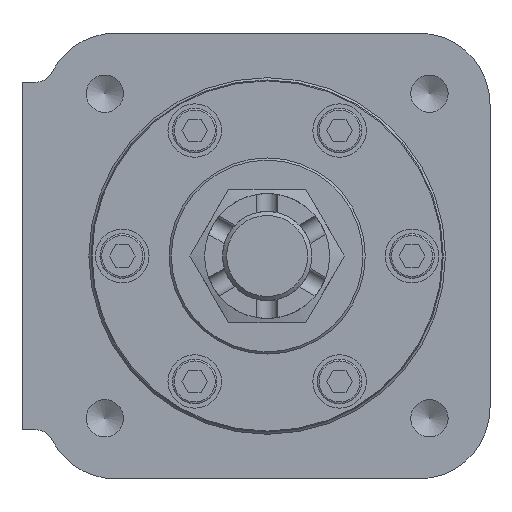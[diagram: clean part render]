
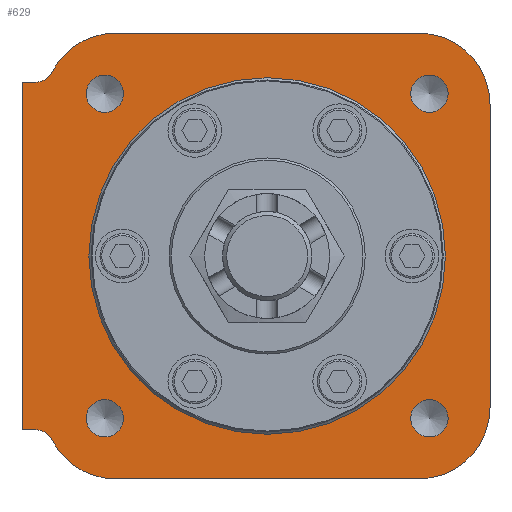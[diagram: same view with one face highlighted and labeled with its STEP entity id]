
A CAD part, left-side view. The second image highlights one B-rep face of the part: STEP entity #629.
In plain terms, the highlighted planar face has unit normal (-1, 0, 0).
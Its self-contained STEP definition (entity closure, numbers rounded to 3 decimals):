
#629 = ADVANCED_FACE( '', ( #1513, #1514, #1515, #1516, #1517, #1518 ), #1519, .F. );
#1513 = FACE_BOUND( '', #2783, .T. );
#1514 = FACE_BOUND( '', #2784, .T. );
#1515 = FACE_BOUND( '', #2785, .T. );
#1516 = FACE_BOUND( '', #2786, .T. );
#1517 = FACE_BOUND( '', #2787, .T. );
#1518 = FACE_OUTER_BOUND( '', #2788, .T. );
#1519 = PLANE( '', #2789 );
#2783 = EDGE_LOOP( '', ( #4343 ) );
#2784 = EDGE_LOOP( '', ( #4344 ) );
#2785 = EDGE_LOOP( '', ( #4345 ) );
#2786 = EDGE_LOOP( '', ( #4346 ) );
#2787 = EDGE_LOOP( '', ( #4347 ) );
#2788 = EDGE_LOOP( '', ( #4348, #4349, #4350, #4351, #4352, #4353, #4354, #4355, #4356, #4357, #4358, #4359 ) );
#2789 = AXIS2_PLACEMENT_3D( '', #4360, #4361, #4362 );
#4343 = ORIENTED_EDGE( '', *, *, #7051, .T. );
#4344 = ORIENTED_EDGE( '', *, *, #7052, .T. );
#4345 = ORIENTED_EDGE( '', *, *, #7053, .T. );
#4346 = ORIENTED_EDGE( '', *, *, #7054, .T. );
#4347 = ORIENTED_EDGE( '', *, *, #7055, .T. );
#4348 = ORIENTED_EDGE( '', *, *, #7056, .F. );
#4349 = ORIENTED_EDGE( '', *, *, #7057, .T. );
#4350 = ORIENTED_EDGE( '', *, *, #7058, .F. );
#4351 = ORIENTED_EDGE( '', *, *, #7059, .F. );
#4352 = ORIENTED_EDGE( '', *, *, #7060, .F. );
#4353 = ORIENTED_EDGE( '', *, *, #7061, .T. );
#4354 = ORIENTED_EDGE( '', *, *, #6959, .F. );
#4355 = ORIENTED_EDGE( '', *, *, #7062, .F. );
#4356 = ORIENTED_EDGE( '', *, *, #7063, .F. );
#4357 = ORIENTED_EDGE( '', *, *, #7064, .F. );
#4358 = ORIENTED_EDGE( '', *, *, #7065, .F. );
#4359 = ORIENTED_EDGE( '', *, *, #7066, .F. );
#4360 = CARTESIAN_POINT( '', ( 65.4, 40., 0. ) );
#4361 = DIRECTION( '', ( 1., 0., 0. ) );
#4362 = DIRECTION( '', ( 0., 0., -1. ) );
#6959 = EDGE_CURVE( '', #8207, #8208, #8209, .T. );
#7051 = EDGE_CURVE( '', #8353, #8353, #8354, .T. );
#7052 = EDGE_CURVE( '', #8355, #8355, #8356, .T. );
#7053 = EDGE_CURVE( '', #8357, #8357, #8358, .T. );
#7054 = EDGE_CURVE( '', #8359, #8359, #8360, .T. );
#7055 = EDGE_CURVE( '', #8361, #8361, #8362, .T. );
#7056 = EDGE_CURVE( '', #8363, #8364, #8365, .T. );
#7057 = EDGE_CURVE( '', #8363, #8366, #8367, .T. );
#7058 = EDGE_CURVE( '', #8368, #8366, #8369, .T. );
#7059 = EDGE_CURVE( '', #8370, #8368, #8371, .T. );
#7060 = EDGE_CURVE( '', #8372, #8370, #8373, .T. );
#7061 = EDGE_CURVE( '', #8372, #8208, #8374, .T. );
#7062 = EDGE_CURVE( '', #8375, #8207, #8376, .T. );
#7063 = EDGE_CURVE( '', #8377, #8375, #8378, .T. );
#7064 = EDGE_CURVE( '', #8379, #8377, #8380, .T. );
#7065 = EDGE_CURVE( '', #8381, #8379, #8382, .T. );
#7066 = EDGE_CURVE( '', #8364, #8381, #8383, .T. );
#8207 = VERTEX_POINT( '', #10079 );
#8208 = VERTEX_POINT( '', #10080 );
#8209 = CIRCLE( '', #10081, 16. );
#8353 = VERTEX_POINT( '', #10408 );
#8354 = CIRCLE( '', #10409, 4.188 );
#8355 = VERTEX_POINT( '', #10410 );
#8356 = CIRCLE( '', #10411, 4.188 );
#8357 = VERTEX_POINT( '', #10412 );
#8358 = CIRCLE( '', #10413, 4.188 );
#8359 = VERTEX_POINT( '', #10414 );
#8360 = CIRCLE( '', #10415, 4.188 );
#8361 = VERTEX_POINT( '', #10416 );
#8362 = CIRCLE( '', #10417, 40. );
#8363 = VERTEX_POINT( '', #10418 );
#8364 = VERTEX_POINT( '', #10419 );
#8365 = CIRCLE( '', #10420, 16. );
#8366 = VERTEX_POINT( '', #10421 );
#8367 = CIRCLE( '', #10422, 4. );
#8368 = VERTEX_POINT( '', #10423 );
#8369 = LINE( '', #10424, #10425 );
#8370 = VERTEX_POINT( '', #10426 );
#8371 = LINE( '', #10427, #10428 );
#8372 = VERTEX_POINT( '', #10429 );
#8373 = LINE( '', #10430, #10431 );
#8374 = CIRCLE( '', #10432, 4. );
#8375 = VERTEX_POINT( '', #10433 );
#8376 = LINE( '', #10434, #10435 );
#8377 = VERTEX_POINT( '', #10436 );
#8378 = CIRCLE( '', #10437, 16. );
#8379 = VERTEX_POINT( '', #10438 );
#8380 = LINE( '', #10439, #10440 );
#8381 = VERTEX_POINT( '', #10441 );
#8382 = CIRCLE( '', #10442, 16. );
#8383 = LINE( '', #10443, #10444 );
#10079 = CARTESIAN_POINT( '', ( 65.4, 34., -50. ) );
#10080 = CARTESIAN_POINT( '', ( 65.4, 48.288, -41.2 ) );
#10081 = AXIS2_PLACEMENT_3D( '', #12688, #12689, #12690 );
#10408 = CARTESIAN_POINT( '', ( 65.4, -36.416, 32.228 ) );
#10409 = AXIS2_PLACEMENT_3D( '', #12765, #12766, #12767 );
#10410 = CARTESIAN_POINT( '', ( 65.4, -36.416, -40.604 ) );
#10411 = AXIS2_PLACEMENT_3D( '', #12768, #12769, #12770 );
#10412 = CARTESIAN_POINT( '', ( 65.4, 36.416, -40.604 ) );
#10413 = AXIS2_PLACEMENT_3D( '', #12771, #12772, #12773 );
#10414 = CARTESIAN_POINT( '', ( 65.4, 36.416, 32.228 ) );
#10415 = AXIS2_PLACEMENT_3D( '', #12774, #12775, #12776 );
#10416 = CARTESIAN_POINT( '', ( 65.4, 0., -40. ) );
#10417 = AXIS2_PLACEMENT_3D( '', #12777, #12778, #12779 );
#10418 = CARTESIAN_POINT( '', ( 65.4, 48.288, 41.2 ) );
#10419 = CARTESIAN_POINT( '', ( 65.4, 34., 50. ) );
#10420 = AXIS2_PLACEMENT_3D( '', #12780, #12781, #12782 );
#10421 = CARTESIAN_POINT( '', ( 65.4, 51.861, 39. ) );
#10422 = AXIS2_PLACEMENT_3D( '', #12783, #12784, #12785 );
#10423 = CARTESIAN_POINT( '', ( 65.4, 55., 39. ) );
#10424 = CARTESIAN_POINT( '', ( 65.4, 55., 39. ) );
#10425 = VECTOR( '', #12786, 1000. );
#10426 = CARTESIAN_POINT( '', ( 65.4, 55., -39. ) );
#10427 = CARTESIAN_POINT( '', ( 65.4, 55., -39. ) );
#10428 = VECTOR( '', #12787, 1000. );
#10429 = CARTESIAN_POINT( '', ( 65.4, 51.861, -39. ) );
#10430 = CARTESIAN_POINT( '', ( 65.4, 51.861, -39. ) );
#10431 = VECTOR( '', #12788, 1000. );
#10432 = AXIS2_PLACEMENT_3D( '', #12789, #12790, #12791 );
#10433 = CARTESIAN_POINT( '', ( 65.4, -34., -50. ) );
#10434 = CARTESIAN_POINT( '', ( 65.4, -34., -50. ) );
#10435 = VECTOR( '', #12792, 1000. );
#10436 = CARTESIAN_POINT( '', ( 65.4, -50., -34. ) );
#10437 = AXIS2_PLACEMENT_3D( '', #12793, #12794, #12795 );
#10438 = CARTESIAN_POINT( '', ( 65.4, -50., 34. ) );
#10439 = CARTESIAN_POINT( '', ( 65.4, -50., 34. ) );
#10440 = VECTOR( '', #12796, 1000. );
#10441 = CARTESIAN_POINT( '', ( 65.4, -34., 50. ) );
#10442 = AXIS2_PLACEMENT_3D( '', #12797, #12798, #12799 );
#10443 = CARTESIAN_POINT( '', ( 65.4, 34., 50. ) );
#10444 = VECTOR( '', #12800, 1000. );
#12688 = CARTESIAN_POINT( '', ( 65.4, 34., -34. ) );
#12689 = DIRECTION( '', ( 1., 0., 0. ) );
#12690 = DIRECTION( '', ( 0., 0., -1. ) );
#12765 = CARTESIAN_POINT( '', ( 65.4, -36.416, 36.416 ) );
#12766 = DIRECTION( '', ( 1., 0., 0. ) );
#12767 = DIRECTION( '', ( 0., 0., -1. ) );
#12768 = CARTESIAN_POINT( '', ( 65.4, -36.416, -36.416 ) );
#12769 = DIRECTION( '', ( 1., 0., 0. ) );
#12770 = DIRECTION( '', ( 0., 0., -1. ) );
#12771 = CARTESIAN_POINT( '', ( 65.4, 36.416, -36.416 ) );
#12772 = DIRECTION( '', ( 1., 0., 0. ) );
#12773 = DIRECTION( '', ( 0., 0., -1. ) );
#12774 = CARTESIAN_POINT( '', ( 65.4, 36.416, 36.416 ) );
#12775 = DIRECTION( '', ( 1., 0., 0. ) );
#12776 = DIRECTION( '', ( 0., 0., -1. ) );
#12777 = CARTESIAN_POINT( '', ( 65.4, 0., 0. ) );
#12778 = DIRECTION( '', ( 1., 0., 0. ) );
#12779 = DIRECTION( '', ( 0., 0., -1. ) );
#12780 = CARTESIAN_POINT( '', ( 65.4, 34., 34. ) );
#12781 = DIRECTION( '', ( 1., 0., 0. ) );
#12782 = DIRECTION( '', ( 0., 0., -1. ) );
#12783 = CARTESIAN_POINT( '', ( 65.4, 51.861, 43. ) );
#12784 = DIRECTION( '', ( 1., 0., 0. ) );
#12785 = DIRECTION( '', ( 0., 0., -1. ) );
#12786 = DIRECTION( '', ( 0., -1., 0. ) );
#12787 = DIRECTION( '', ( 0., 0., 1. ) );
#12788 = DIRECTION( '', ( 0., 1., 0. ) );
#12789 = CARTESIAN_POINT( '', ( 65.4, 51.861, -43. ) );
#12790 = DIRECTION( '', ( 1., 0., 0. ) );
#12791 = DIRECTION( '', ( 0., 0., -1. ) );
#12792 = DIRECTION( '', ( 0., 1., 0. ) );
#12793 = CARTESIAN_POINT( '', ( 65.4, -34., -34. ) );
#12794 = DIRECTION( '', ( 1., 0., 0. ) );
#12795 = DIRECTION( '', ( 0., 0., -1. ) );
#12796 = DIRECTION( '', ( 0., 0., -1. ) );
#12797 = CARTESIAN_POINT( '', ( 65.4, -34., 34. ) );
#12798 = DIRECTION( '', ( 1., 0., 0. ) );
#12799 = DIRECTION( '', ( 0., 0., -1. ) );
#12800 = DIRECTION( '', ( 0., -1., 0. ) );
